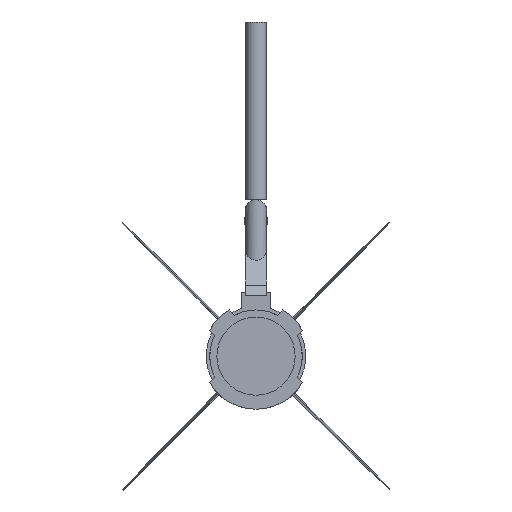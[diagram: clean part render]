
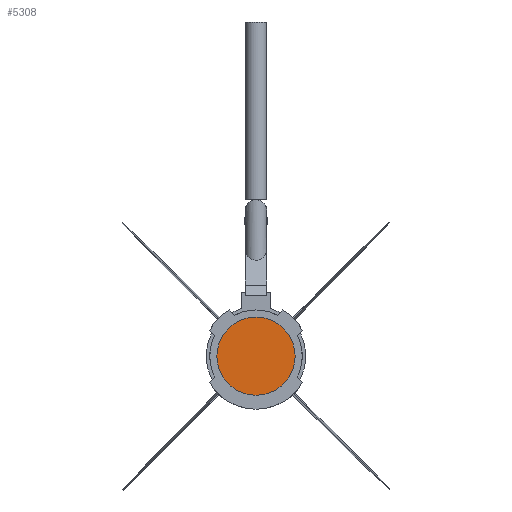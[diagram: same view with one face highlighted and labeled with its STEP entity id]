
A CAD part, left-side view. The second image highlights one B-rep face of the part: STEP entity #5308.
In plain terms, the highlighted planar face has unit normal (-1, 0, 0).
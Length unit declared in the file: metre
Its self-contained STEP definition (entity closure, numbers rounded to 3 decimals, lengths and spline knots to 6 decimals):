
#254=PLANE('',#5755);
#507=FACE_OUTER_BOUND('',#887,.T.);
#887=EDGE_LOOP('',(#4045));
#2009=CIRCLE('',#5754,0.055);
#2407=VERTEX_POINT('',#9909);
#3001=EDGE_CURVE('',#2407,#2407,#2009,.T.);
#4045=ORIENTED_EDGE('',*,*,#3001,.F.);
#5308=ADVANCED_FACE('',(#507),#254,.T.);
#5754=AXIS2_PLACEMENT_3D('',#9911,#6670,#6671);
#5755=AXIS2_PLACEMENT_3D('',#9912,#6672,#6673);
#6670=DIRECTION('center_axis',(1.,0.,0.));
#6671=DIRECTION('ref_axis',(0.,-1.,0.));
#6672=DIRECTION('center_axis',(-1.,0.,0.));
#6673=DIRECTION('ref_axis',(0.,-1.,0.));
#9909=CARTESIAN_POINT('',(0.001,0.055,0.));
#9911=CARTESIAN_POINT('Origin',(0.001,0.,0.));
#9912=CARTESIAN_POINT('Origin',(0.001,0.,0.));
